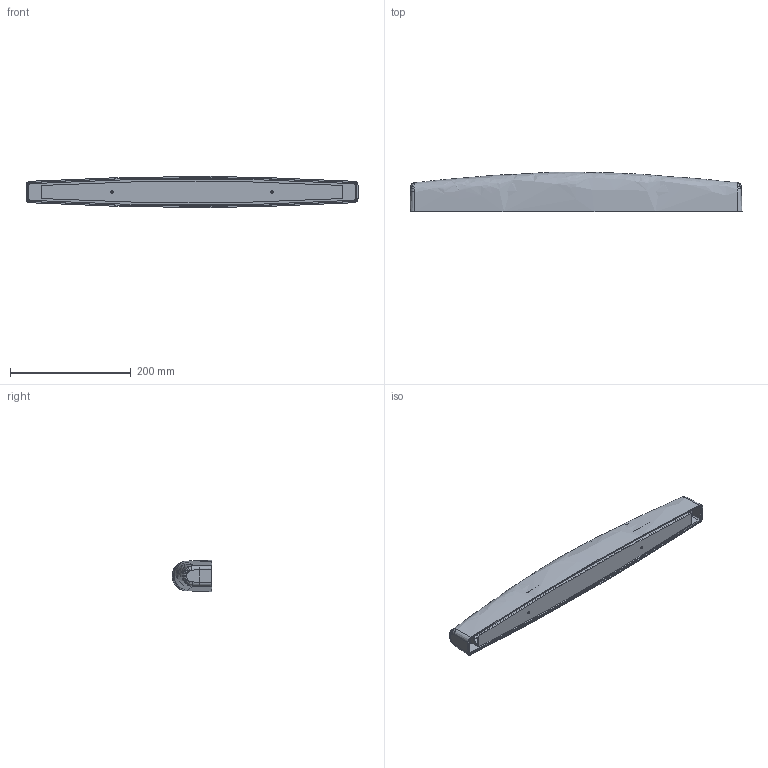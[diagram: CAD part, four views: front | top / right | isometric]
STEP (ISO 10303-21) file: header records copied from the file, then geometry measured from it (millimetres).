
FILE_DESCRIPTION (( 'STEP AP203' ), '1' );
FILE_NAME ('LLPO0-2025-1-13-K01 Ñâåòèëüíèê ËÏÎ2025 13Âò 230Â T5_G5 ÈÝÊ.STEP', '2017-07-03T11:36:32', ( '' ), ( '' ), 'SwSTEP 2.0', 'SolidWorks 2014', '' );
FILE_SCHEMA (( 'CONFIG_CONTROL_DESIGN' ));
Length unit declared in the file: millimetre
Products named in the file (1): LLPO0-2025-1-13-K01 Ñâåòèëüíèê ËÏÎ2025 13Âò 230Â T5_G5 ÈÝÊ
Bounding box: 550 x 66 x 51.71 mm (x, y, z)
Volume: 466219.7 mm3; surface area: 322723.7 mm2
Topology: 2 solids, 2 shells, 159 faces, 412 edges, 267 vertices
Faces by surface type: plane 66, bspline 62, cylinder 23, torus 8
Full cylindrical faces by diameter (mm): 3 x2, 4 x2, 5.1 x4, 8 x2, 16 x1
Entity records: 7666 total; most frequent: CARTESIAN_POINT 4183, ORIENTED_EDGE 788, DIRECTION 542, EDGE_CURVE 394, VERTEX_POINT 264, EDGE_LOOP 198, AXIS2_PLACEMENT_3D 193, FACE_OUTER_BOUND 170
